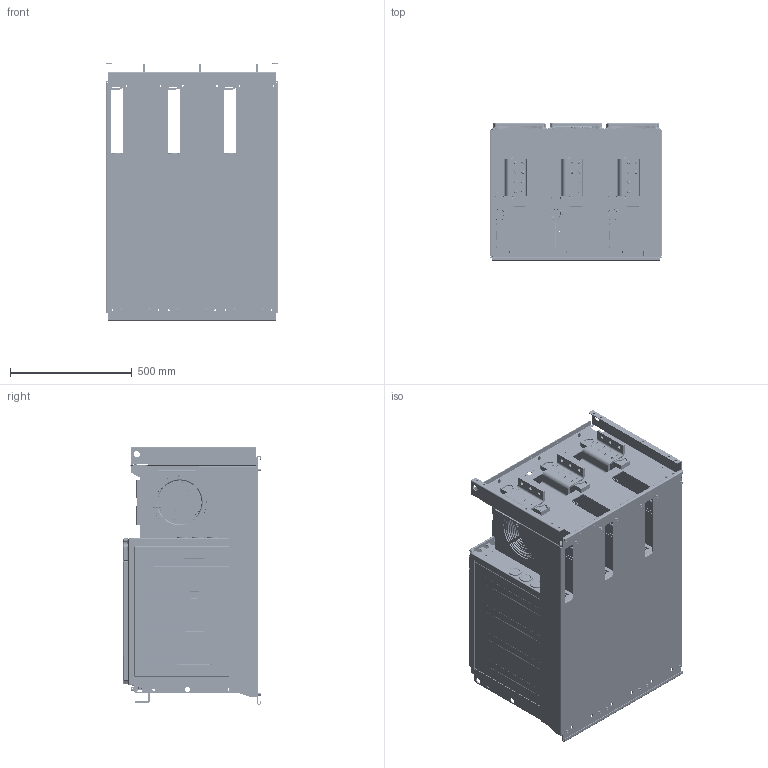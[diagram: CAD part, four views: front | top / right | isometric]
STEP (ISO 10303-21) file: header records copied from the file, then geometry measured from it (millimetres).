
FILE_DESCRIPTION(/* description */ (''),/* implementation_level */ '2;1');
FILE_NAME(/* name */ '70CTC1106252_1.stp',/* time_stamp */ '2022-02-28T10:15:23+06:00',/* author */ (''),/* organization */ (''),/* preprocessor_version */ 'ST-DEVELOPER v16.7',/* originating_system */ 'SIEMENS PLM Software NX 1892',/* authorisation */ '');
FILE_SCHEMA (('AUTOMOTIVE_DESIGN { 1 0 10303 214 3 1 1 1 }'));
Products named in the file (1): U3820A505865sw6h
Bounding box: 708 x 566 x 1055 mm (x, y, z)
Volume: 23010843.6 mm3; surface area: 19565691.2 mm2
Topology: 167 solids, 167 shells, 15078 faces, 40292 edges, 25567 vertices
Faces by surface type: plane 7120, cylinder 5667, bspline 1348, cone 529, sphere 294, torus 120
Full cylindrical faces by diameter (mm): 2.5 x4, 2.6 x1, 2.7 x11, 3 x91, 3.1 x30, 3.3 x5, 3.5 x7, 3.6 x259, 4 x47, 4.2 x18, 4.3 x22, 4.5 x43, 4.6 x174, 5 x66, 5.4 x10, 5.5 x111, 5.6 x7, 6 x83, 6.2 x68, 6.5 x6, 6.6 x102, 6.8 x39, 7 x6, 7.2 x3, 7.5 x24, 7.9 x3, 8 x11, 8.5 x6, 9 x13, 9.2 x1
Entity records: 558545 total; most frequent: CARTESIAN_POINT 144686, ORIENTED_EDGE 79730, DIRECTION 67509, EDGE_CURVE 39865, VERTEX_POINT 25566, AXIS2_PLACEMENT_3D 23684, LINE 20141, VECTOR 20141
